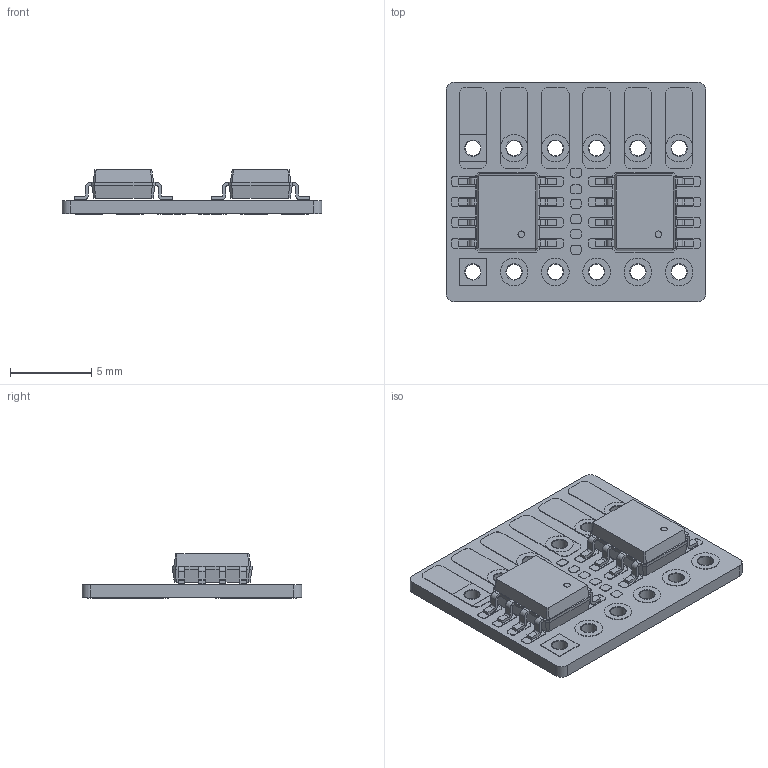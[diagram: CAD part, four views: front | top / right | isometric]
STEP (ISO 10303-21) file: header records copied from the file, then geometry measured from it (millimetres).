
FILE_DESCRIPTION(('KiCad electronic assembly'),'2;1');
FILE_NAME('ls0.step','2024-11-16T14:34:52',('Pcbnew'),('Kicad'), 'Open CASCADE STEP processor 7.6','KiCad to STEP converter','Unknown' );
FILE_SCHEMA(('AUTOMOTIVE_DESIGN { 1 0 10303 214 1 1 1 1 }'));
Length unit declared in the file: millimetre
Products named in the file (80): ls0 1; SO-8_3.9x4.9mm_P1.27mm; CQ assembly; _autosave-ls0_pad_1; _autosave-ls0_pad_2; _autosave-ls0_pad_3; _autosave-ls0_pad_4; _autosave-ls0_pad_5; _autosave-ls0_pad_6; _autosave-ls0_pad_7; _autosave-ls0_pad_8; _autosave-ls0_pad_9; _autosave-ls0_pad_10; _autosave-ls0_pad_11; _autosave-ls0_pad_12; _autosave-ls0_pad_13; _autosave-ls0_pad_14; _autosave-ls0_pad_15; _autosave-ls0_pad_16; _autosave-ls0_pad_17; _autosave-ls0_pad_18; _autosave-ls0_pad_19; _autosave-ls0_pad_20; _autosave-ls0_pad_21; _autosave-ls0_pad_22; _autosave-ls0_pad_23; _autosave-ls0_pad_24; _autosave-ls0_pad_25; _autosave-ls0_pad_26; _autosave-ls0_pad_27; _autosave-ls0_pad_28; _autosave-ls0_pad_29; _autosave-ls0_pad_30; _autosave-ls0_pad_31; _autosave-ls0_pad_32; _autosave-ls0_pad_33; _autosave-ls0_pad_34; _autosave-ls0_pad_35; _autosave-ls0_pad_36; _autosave-ls0_pad_37 ...
Assembly tree (80 placements, depth 3):
  ls0 1
    SO-8_3.9x4.9mm_P1.27mm  x2
      CQ assembly
    _autosave-ls0_pad_1
    _autosave-ls0_pad_2
    _autosave-ls0_pad_3
    _autosave-ls0_pad_4
    _autosave-ls0_pad_5
    _autosave-ls0_pad_6
    _autosave-ls0_pad_7
    _autosave-ls0_pad_8
    _autosave-ls0_pad_9
    _autosave-ls0_pad_10
    _autosave-ls0_pad_11
    _autosave-ls0_pad_12
    _autosave-ls0_pad_13
    _autosave-ls0_pad_14
    _autosave-ls0_pad_15
    _autosave-ls0_pad_16
    _autosave-ls0_pad_17
    _autosave-ls0_pad_18
    _autosave-ls0_pad_19
    _autosave-ls0_pad_20
    _autosave-ls0_pad_21
    _autosave-ls0_pad_22
    _autosave-ls0_pad_23
    _autosave-ls0_pad_24
    _autosave-ls0_pad_25
    _autosave-ls0_pad_26
    _autosave-ls0_pad_27
    _autosave-ls0_pad_28
    _autosave-ls0_pad_29
    _autosave-ls0_pad_30
    _autosave-ls0_pad_31
    _autosave-ls0_pad_32
    _autosave-ls0_pad_33
    _autosave-ls0_pad_34
    _autosave-ls0_pad_35
    _autosave-ls0_pad_36
    _autosave-ls0_pad_37
    _autosave-ls0_pad_38
    _autosave-ls0_pad_39
    _autosave-ls0_pad_40
    _autosave-ls0_pad_41
    _autosave-ls0_pad_42
    _autosave-ls0_pad_43
    _autosave-ls0_pad_44
    _autosave-ls0_pad_45
    _autosave-ls0_pad_46
    _autosave-ls0_pad_47
    _autosave-ls0_pad_48
    _autosave-ls0_pad_49
    _autosave-ls0_pad_50
    _autosave-ls0_pad_51
    _autosave-ls0_pad_52
    _autosave-ls0_pad_53
    _autosave-ls0_pad_54
    _autosave-ls0_pad_55
    _autosave-ls0_pad_56
    _autosave-ls0_pad_57
Bounding box: 16 x 13.5 x 2.73 mm (x, y, z)
Volume: 236.4 mm3; surface area: 1132.4 mm2
Topology: 97 solids, 97 shells, 2126 faces, 5710 edges, 3780 vertices
Faces by surface type: plane 1944, cylinder 150, bspline 32
Full cylindrical faces by diameter (mm): 0.4 x4, 0.95 x54, 1 x24
Entity records: 61589 total; most frequent: CARTESIAN_POINT 10760, ORIENTED_EDGE 10432, DIRECTION 9408, EDGE_CURVE 5216, LINE 4960, VECTOR 4960, VERTEX_POINT 3464, AXIS2_PLACEMENT_3D 2224
